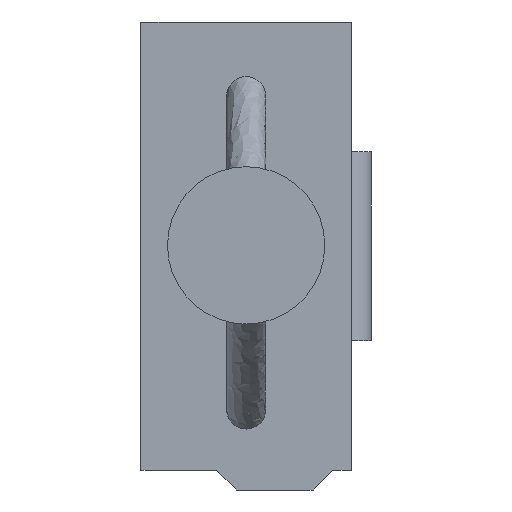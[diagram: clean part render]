
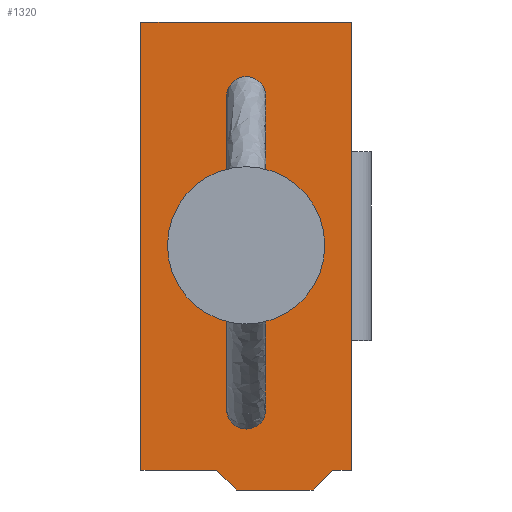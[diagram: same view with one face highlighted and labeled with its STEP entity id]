
A CAD part, front view. The second image highlights one B-rep face of the part: STEP entity #1320.
In plain terms, the highlighted planar face has unit normal (0, -1, 0).
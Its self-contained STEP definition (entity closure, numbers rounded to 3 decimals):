
#62=LINE('',#1966,#218);
#160=LINE('',#2168,#316);
#162=LINE('',#2172,#318);
#163=LINE('',#2175,#319);
#165=LINE('',#2178,#321);
#166=LINE('',#2181,#322);
#168=LINE('',#2185,#324);
#170=LINE('',#2188,#326);
#218=VECTOR('',#1539,11.4);
#316=VECTOR('',#1723,0.475);
#318=VECTOR('',#1727,1.925);
#319=VECTOR('',#1730,5.35);
#321=VECTOR('',#1734,11.4);
#322=VECTOR('',#1737,0.707);
#324=VECTOR('',#1741,1.95);
#326=VECTOR('',#1745,0.707);
#347=FACE_BOUND('',#502,.T.);
#348=FACE_BOUND('',#503,.T.);
#349=FACE_BOUND('',#504,.T.);
#350=FACE_BOUND('',#505,.T.);
#422=FACE_OUTER_BOUND('',#501,.T.);
#501=EDGE_LOOP('',(#1171,#1172,#1173,#1174,#1175,#1176,#1177,#1178));
#502=EDGE_LOOP('',(#1179));
#503=EDGE_LOOP('',(#1180));
#504=EDGE_LOOP('',(#1181));
#505=EDGE_LOOP('',(#1182));
#518=CIRCLE('',#1339,0.5);
#519=CIRCLE('',#1340,0.5);
#520=CIRCLE('',#1342,0.5);
#521=CIRCLE('',#1344,0.5);
#536=VERTEX_POINT('',#1795);
#537=VERTEX_POINT('',#1817);
#538=VERTEX_POINT('',#1840);
#539=VERTEX_POINT('',#1863);
#573=VERTEX_POINT('',#1963);
#574=VERTEX_POINT('',#1965);
#634=VERTEX_POINT('',#2164);
#635=VERTEX_POINT('',#2166);
#636=VERTEX_POINT('',#2170);
#637=VERTEX_POINT('',#2174);
#638=VERTEX_POINT('',#2180);
#639=VERTEX_POINT('',#2184);
#654=EDGE_CURVE('',#536,#536,#518,.T.);
#656=EDGE_CURVE('',#537,#537,#519,.T.);
#659=EDGE_CURVE('',#538,#538,#520,.T.);
#662=EDGE_CURVE('',#539,#539,#521,.T.);
#710=EDGE_CURVE('',#573,#574,#62,.T.);
#810=EDGE_CURVE('',#635,#634,#160,.T.);
#812=EDGE_CURVE('',#636,#573,#162,.T.);
#813=EDGE_CURVE('',#574,#637,#163,.T.);
#815=EDGE_CURVE('',#637,#635,#165,.T.);
#816=EDGE_CURVE('',#638,#636,#166,.T.);
#818=EDGE_CURVE('',#639,#638,#168,.T.);
#820=EDGE_CURVE('',#634,#639,#170,.T.);
#1171=ORIENTED_EDGE('',*,*,#816,.F.);
#1172=ORIENTED_EDGE('',*,*,#818,.F.);
#1173=ORIENTED_EDGE('',*,*,#820,.F.);
#1174=ORIENTED_EDGE('',*,*,#810,.F.);
#1175=ORIENTED_EDGE('',*,*,#815,.F.);
#1176=ORIENTED_EDGE('',*,*,#813,.F.);
#1177=ORIENTED_EDGE('',*,*,#710,.F.);
#1178=ORIENTED_EDGE('',*,*,#812,.F.);
#1179=ORIENTED_EDGE('',*,*,#654,.T.);
#1180=ORIENTED_EDGE('',*,*,#656,.T.);
#1181=ORIENTED_EDGE('',*,*,#659,.T.);
#1182=ORIENTED_EDGE('',*,*,#662,.T.);
#1248=PLANE('',#1411);
#1320=ADVANCED_FACE('',(#422,#347,#348,#349,#350),#1248,.F.);
#1339=AXIS2_PLACEMENT_3D('',#1798,#1446,#1447);
#1340=AXIS2_PLACEMENT_3D('',#1820,#1448,#1449);
#1342=AXIS2_PLACEMENT_3D('',#1843,#1452,#1453);
#1344=AXIS2_PLACEMENT_3D('',#1866,#1456,#1457);
#1411=AXIS2_PLACEMENT_3D('',#2189,#1746,#1747);
#1446=DIRECTION('center_axis',(0.,1.,0.));
#1447=DIRECTION('ref_axis',(1.,0.,0.));
#1448=DIRECTION('center_axis',(0.,1.,0.));
#1449=DIRECTION('ref_axis',(1.,0.,0.));
#1452=DIRECTION('center_axis',(0.,1.,0.));
#1453=DIRECTION('ref_axis',(1.,0.,0.));
#1456=DIRECTION('center_axis',(0.,1.,0.));
#1457=DIRECTION('ref_axis',(0.,0.,1.));
#1539=DIRECTION('',(0.,0.,1.));
#1723=DIRECTION('',(-1.,0.,0.));
#1727=DIRECTION('',(-1.,0.,0.));
#1730=DIRECTION('',(1.,0.,0.));
#1734=DIRECTION('',(0.,0.,-1.));
#1737=DIRECTION('',(-0.707,0.,0.707));
#1741=DIRECTION('',(-1.,0.,0.));
#1745=DIRECTION('',(-0.707,0.,-0.707));
#1746=DIRECTION('center_axis',(0.,1.,0.));
#1747=DIRECTION('ref_axis',(0.,0.,1.));
#1795=CARTESIAN_POINT('',(-3.175,0.,-9.85));
#1798=CARTESIAN_POINT('Origin',(-2.675,0.,-9.85));
#1817=CARTESIAN_POINT('',(-3.175,0.,-6.97));
#1820=CARTESIAN_POINT('Origin',(-2.675,0.,-6.97));
#1840=CARTESIAN_POINT('',(-3.175,0.,-4.43));
#1843=CARTESIAN_POINT('Origin',(-2.675,0.,-4.43));
#1863=CARTESIAN_POINT('',(-3.175,0.,-1.89));
#1866=CARTESIAN_POINT('Origin',(-2.675,0.,-1.89));
#1963=CARTESIAN_POINT('',(-5.35,0.,-11.4));
#1965=CARTESIAN_POINT('',(-5.35,0.,0.));
#1966=CARTESIAN_POINT('',(-5.35,0.,-11.4));
#2164=CARTESIAN_POINT('',(-0.475,0.,-11.4));
#2166=CARTESIAN_POINT('',(0.,0.,-11.4));
#2168=CARTESIAN_POINT('',(0.,0.,-11.4));
#2170=CARTESIAN_POINT('',(-3.425,0.,-11.4));
#2172=CARTESIAN_POINT('',(0.,0.,-11.4));
#2174=CARTESIAN_POINT('',(0.,0.,0.));
#2175=CARTESIAN_POINT('',(-5.35,0.,0.));
#2178=CARTESIAN_POINT('',(0.,0.,0.));
#2180=CARTESIAN_POINT('',(-2.925,0.,-11.9));
#2181=CARTESIAN_POINT('',(-2.925,0.,-11.9));
#2184=CARTESIAN_POINT('',(-0.975,0.,-11.9));
#2185=CARTESIAN_POINT('',(-0.975,0.,-11.9));
#2188=CARTESIAN_POINT('',(-0.475,0.,-11.4));
#2189=CARTESIAN_POINT('Origin',(-1.95,0.,-11.61));
